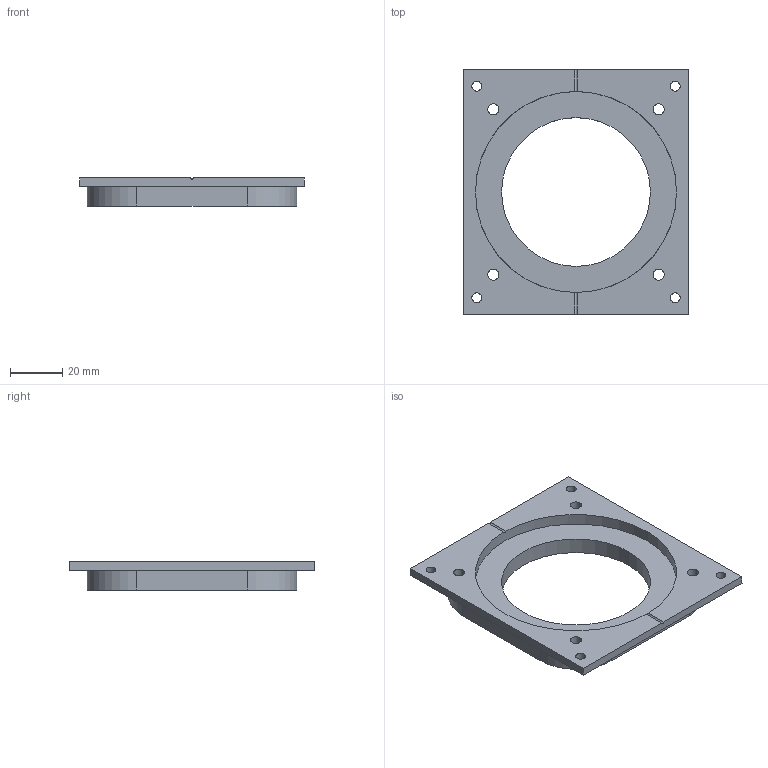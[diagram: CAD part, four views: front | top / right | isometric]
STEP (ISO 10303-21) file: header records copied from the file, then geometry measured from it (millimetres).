
FILE_DESCRIPTION (( 'STEP AP214' ), '1' );
FILE_NAME ('D1100250-v1_MOUNTING PLATE COVER REAR, CO2P VP COVER.STEP', '2011-11-29T23:08:19', ( 'ligo' ), ( 'Microsoft' ), 'SwSTEP 2.0', 'SolidWorks 2012', '' );
FILE_SCHEMA (( 'AUTOMOTIVE_DESIGN' ));
Length unit declared in the file: inch
Products named in the file (1): D1100250-v1_MOUNTING PLATE COVER REAR, CO2P VP COVER
Bounding box: 86.36 x 93.98 x 10.79 mm (x, y, z)
Volume: 34622.4 mm3; surface area: 17330 mm2
Topology: 1 solids, 1 shells, 51 faces, 132 edges, 88 vertices
Faces by surface type: cylinder 34, plane 17
Entity records: 1684 total; most frequent: DIRECTION 302, CARTESIAN_POINT 290, ORIENTED_EDGE 264, EDGE_CURVE 132, AXIS2_PLACEMENT_3D 120, VERTEX_POINT 88, EDGE_LOOP 74, CIRCLE 68
